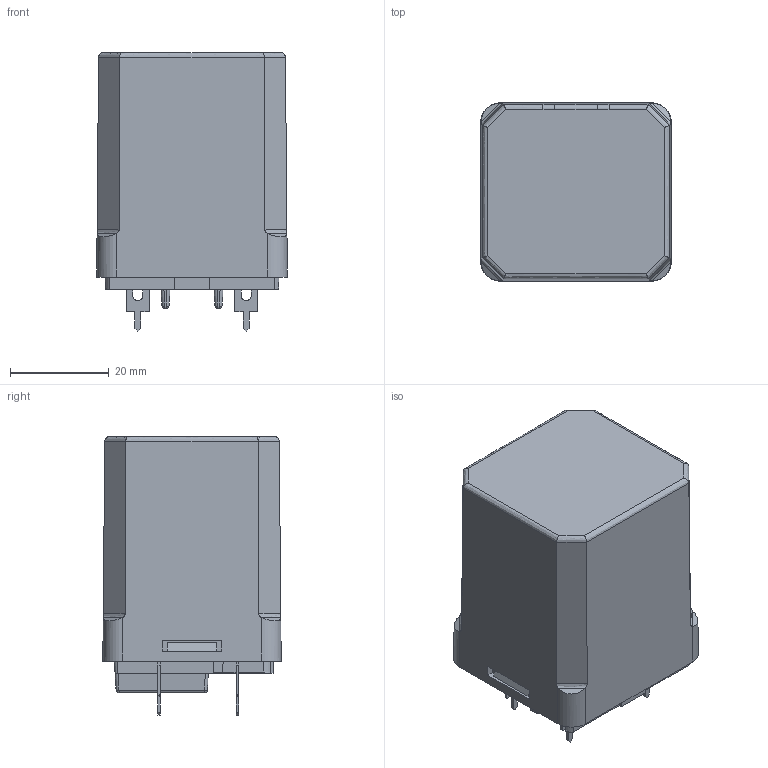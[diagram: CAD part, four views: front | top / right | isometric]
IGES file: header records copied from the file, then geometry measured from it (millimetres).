
Start section: SolidWorks IGES file using analytic representation for surfaces
Global section: file name: RUC-M 1Z do druku.IGS; native system: SolidWorks 2016; preprocessor: SolidWorks 2016; author: pikusl; date: 160616.125607; units: millimetre
Bounding box: 38.65 x 36.15 x 56.5 mm (x, y, z)
Surface area: 17590.7 mm2 (no closed solid volume)
Topology: 0 solids, 0 shells, 353 faces, 3084 edges, 3076 vertices
Faces by surface type: bspline 246, revolution 107
